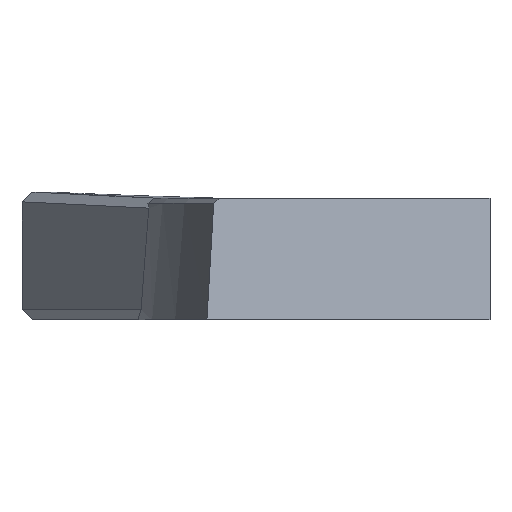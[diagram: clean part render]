
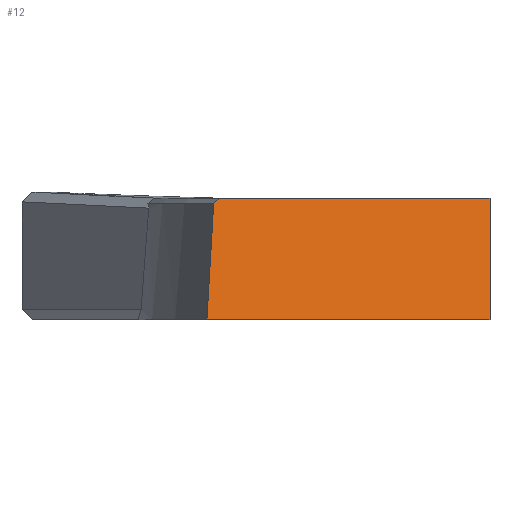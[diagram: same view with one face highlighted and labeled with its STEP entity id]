
A CAD part, front view. The second image highlights one B-rep face of the part: STEP entity #12.
In plain terms, the highlighted planar face has unit normal (0.375, -0.927, 0).
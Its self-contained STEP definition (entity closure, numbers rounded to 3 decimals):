
#12 = ADVANCED_FACE ( 'NONE', ( #182 ), #270, .T. ) ;
#92 = VERTEX_POINT ( 'NONE', #334 ) ;
#146 = VERTEX_POINT ( 'NONE', #749 ) ;
#158 = VECTOR ( 'NONE', #1340, 1000. ) ;
#163 = DIRECTION ( 'NONE',  ( 0., 0., 1. ) ) ;
#177 = DIRECTION ( 'NONE',  ( 0.927, 0.375, 0. ) ) ;
#182 = FACE_OUTER_BOUND ( 'NONE', #928, .T. ) ;
#186 = ORIENTED_EDGE ( 'NONE', *, *, #555, .T. ) ;
#187 = LINE ( 'NONE', #913, #158 ) ;
#258 = EDGE_CURVE ( 'NONE', #146, #721, #187, .T. ) ;
#268 = CARTESIAN_POINT ( 'NONE',  ( -25.498, -10.302, 3. ) ) ;
#270 = PLANE ( 'NONE',  #631 ) ;
#292 = DIRECTION ( 'NONE',  ( 0.375, -0.927, 0. ) ) ;
#334 = CARTESIAN_POINT ( 'NONE',  ( -36.172, -14.614, 7.8 ) ) ;
#341 = EDGE_CURVE ( 'NONE', #498, #514, #1126, .T. ) ;
#441 = VECTOR ( 'NONE', #163, 1000. ) ;
#460 = VECTOR ( 'NONE', #1098, 1000. ) ;
#466 = CARTESIAN_POINT ( 'NONE',  ( 0., 0., 42.207 ) ) ;
#498 = VERTEX_POINT ( 'NONE', #790 ) ;
#514 = VERTEX_POINT ( 'NONE', #579 ) ;
#529 = EDGE_CURVE ( 'NONE', #146, #92, #899, .T. ) ;
#555 = EDGE_CURVE ( 'NONE', #721, #514, #1008, .T. ) ;
#562 = CARTESIAN_POINT ( 'NONE',  ( 0., 0., 629.619 ) ) ;
#579 = CARTESIAN_POINT ( 'NONE',  ( -25.498, -10.302, 8. ) ) ;
#622 = DIRECTION ( 'NONE',  ( 0.927, 0.375, 0. ) ) ;
#631 = AXIS2_PLACEMENT_3D ( 'NONE', #1112, #292, #177 ) ;
#671 = DIRECTION ( 'NONE',  ( 0.695, 0.281, 0.661 ) ) ;
#721 = VERTEX_POINT ( 'NONE', #918 ) ;
#733 = CARTESIAN_POINT ( 'NONE',  ( -25.498, -10.302, 8. ) ) ;
#738 = ORIENTED_EDGE ( 'NONE', *, *, #341, .F. ) ;
#749 = CARTESIAN_POINT ( 'NONE',  ( -36.434, -14.72, 3.3 ) ) ;
#790 = CARTESIAN_POINT ( 'NONE',  ( -35.962, -14.53, 8. ) ) ;
#899 = LINE ( 'NONE', #562, #460 ) ;
#913 = CARTESIAN_POINT ( 'NONE',  ( -25.498, -10.302, 3.3 ) ) ;
#918 = CARTESIAN_POINT ( 'NONE',  ( -25.498, -10.302, 3.3 ) ) ;
#928 = EDGE_LOOP ( 'NONE', ( #1125, #1369, #186, #738, #1014 ) ) ;
#941 = VECTOR ( 'NONE', #622, 1000. ) ;
#998 = LINE ( 'NONE', #466, #1368 ) ;
#1008 = LINE ( 'NONE', #268, #441 ) ;
#1014 = ORIENTED_EDGE ( 'NONE', *, *, #1141, .F. ) ;
#1098 = DIRECTION ( 'NONE',  ( 0.058, 0.023, 0.998 ) ) ;
#1112 = CARTESIAN_POINT ( 'NONE',  ( -25.498, -10.302, 3. ) ) ;
#1125 = ORIENTED_EDGE ( 'NONE', *, *, #529, .F. ) ;
#1126 = LINE ( 'NONE', #733, #941 ) ;
#1141 = EDGE_CURVE ( 'NONE', #92, #498, #998, .T. ) ;
#1340 = DIRECTION ( 'NONE',  ( 0.927, 0.375, 0. ) ) ;
#1368 = VECTOR ( 'NONE', #671, 1000. ) ;
#1369 = ORIENTED_EDGE ( 'NONE', *, *, #258, .T. ) ;
